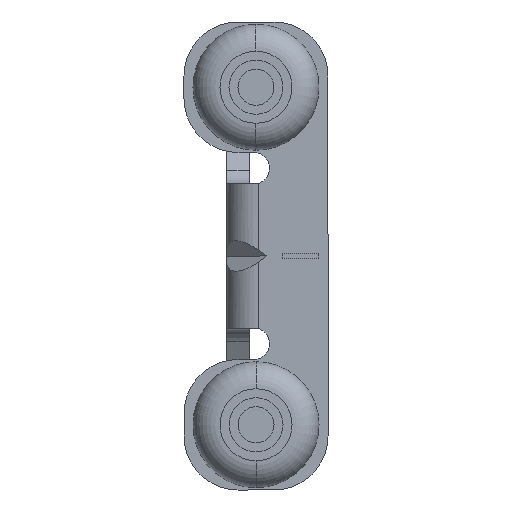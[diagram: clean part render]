
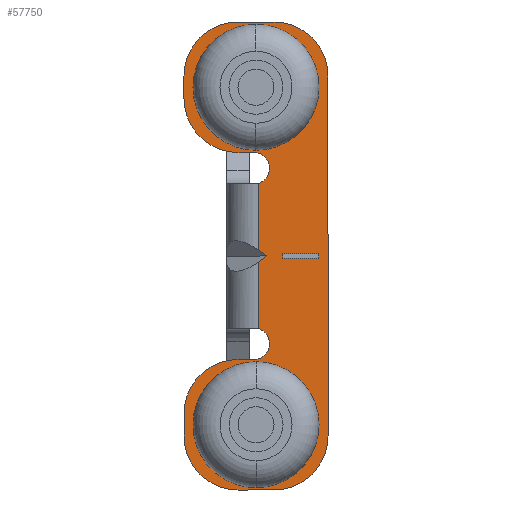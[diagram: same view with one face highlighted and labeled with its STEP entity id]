
A CAD part, front view. The second image highlights one B-rep face of the part: STEP entity #57750.
In plain terms, the highlighted face is planar.
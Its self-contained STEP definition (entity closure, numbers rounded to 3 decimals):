
#24430=CARTESIAN_POINT('',(-0.25,-7.05,-1.25));
#24440=VERTEX_POINT('',#24430);
#24590=CARTESIAN_POINT('',(-0.25,-3.05,-1.25));
#24600=VERTEX_POINT('',#24590);
#24630=CARTESIAN_POINT('',(-0.25,-3.05,-1.25));
#24640=DIRECTION('',(0.,1.,0.));
#24650=VECTOR('',#24640,1.);
#24660=LINE('',#24630,#24650);
#24670=EDGE_CURVE('',#24440,#24600,#24660,.T.);
#33520=CARTESIAN_POINT('',(-8.061,-0.3,-1.25));
#33530=VERTEX_POINT('',#33520);
#36240=CARTESIAN_POINT('',(0.25,-7.05,-1.25));
#36250=VERTEX_POINT('',#36240);
#36350=CARTESIAN_POINT('',(0.25,-7.05,-1.25));
#36360=DIRECTION('',(-1.,0.,0.));
#36370=VECTOR('',#36360,1.);
#36380=LINE('',#36350,#36370);
#36390=EDGE_CURVE('',#36250,#24440,#36380,.T.);
#36550=CARTESIAN_POINT('',(0.25,-3.05,-1.25));
#36560=VERTEX_POINT('',#36550);
#36660=CARTESIAN_POINT('',(0.25,-3.05,-1.25));
#36670=DIRECTION('',(0.,-1.,0.));
#36680=VECTOR('',#36670,1.);
#36690=LINE('',#36660,#36680);
#36700=EDGE_CURVE('',#36560,#36250,#36690,.T.);
#47350=CARTESIAN_POINT('',(-0.672,-0.3,-1.25));
#47360=VERTEX_POINT('',#47350);
#47390=CARTESIAN_POINT('',(-3.893,4.256,-1.25));
#47400=DIRECTION('',(-0.577,0.816,0.));
#47410=VECTOR('',#47400,1.);
#47420=LINE('',#47390,#47410);
#47430=CARTESIAN_POINT('',(0.,-1.25,-1.25));
#47440=VERTEX_POINT('',#47430);
#47450=EDGE_CURVE('',#47440,#47360,#47420,.T.);
#48360=CARTESIAN_POINT('',(-2.573,-4.889,-1.25));
#48370=DIRECTION('',(-0.577,-0.816,0.));
#48380=VECTOR('',#48370,1.);
#48390=LINE('',#48360,#48380);
#48400=CARTESIAN_POINT('',(0.672,-0.3,-1.25));
#48410=VERTEX_POINT('',#48400);
#48420=EDGE_CURVE('',#48410,#47440,#48390,.T.);
#48580=CARTESIAN_POINT('',(83.267,-0.3,-1.25));
#48590=DIRECTION('',(-1.,0.,0.));
#48600=VECTOR('',#48590,1.);
#48610=LINE('',#48580,#48600);
#48620=EDGE_CURVE('',#47360,#33530,#48610,.T.);
#51070=CARTESIAN_POINT('',(-9.7,-1.55,-1.25));
#51080=VERTEX_POINT('',#51070);
#51110=CARTESIAN_POINT('',(-9.7,0.15,-1.25));
#51120=DIRECTION('',(0.,0.,-1.));
#51130=DIRECTION('',(-1.,0.,0.));
#51140=AXIS2_PLACEMENT_3D('',#51110,#51120,#51130);
#51150=CIRCLE('',#51140,1.7);
#51160=EDGE_CURVE('',#33530,#51080,#51150,.T.);
#51320=CARTESIAN_POINT('',(-26.,1.95,-1.25));
#51330=VERTEX_POINT('',#51320);
#51410=CARTESIAN_POINT('',(-26.,-2.05,-1.25));
#51420=VERTEX_POINT('',#51410);
#51450=CARTESIAN_POINT('',(-26.,1.95,-1.25));
#51460=DIRECTION('',(0.,-1.,0.));
#51470=VECTOR('',#51460,1.);
#51480=LINE('',#51450,#51470);
#51490=EDGE_CURVE('',#51330,#51420,#51480,.T.);
#51630=CARTESIAN_POINT('',(9.8,-1.55,-1.25));
#51640=VERTEX_POINT('',#51630);
#51720=CARTESIAN_POINT('',(9.7,-1.55,-1.25));
#51730=VERTEX_POINT('',#51720);
#51760=CARTESIAN_POINT('',(0.,-1.55,-1.25));
#51770=DIRECTION('',(-1.,0.,0.));
#51780=VECTOR('',#51770,1.);
#51790=LINE('',#51760,#51780);
#51800=EDGE_CURVE('',#51640,#51730,#51790,.T.);
#51940=CARTESIAN_POINT('',(-11.5,0.15,-1.25));
#51950=VERTEX_POINT('',#51940);
#52030=CARTESIAN_POINT('',(-11.5,1.95,-1.25));
#52040=VERTEX_POINT('',#52030);
#52070=CARTESIAN_POINT('',(-11.5,1.95,-1.25));
#52080=DIRECTION('',(0.,1.,0.));
#52090=VECTOR('',#52080,1.);
#52100=LINE('',#52070,#52090);
#52110=EDGE_CURVE('',#51950,#52040,#52100,.T.);
#52270=CARTESIAN_POINT('',(-9.8,-1.55,-1.25));
#52280=VERTEX_POINT('',#52270);
#52310=CARTESIAN_POINT('',(-9.8,-1.55,-1.25));
#52320=DIRECTION('',(-1.,0.,0.));
#52330=VECTOR('',#52320,1.);
#52340=LINE('',#52310,#52330);
#52350=EDGE_CURVE('',#51080,#52280,#52340,.T.);
#52930=CARTESIAN_POINT('',(17.5,7.95,-1.25));
#52940=VERTEX_POINT('',#52930);
#53020=CARTESIAN_POINT('',(11.5,1.95,-1.25));
#53030=VERTEX_POINT('',#53020);
#53060=CARTESIAN_POINT('',(17.5,1.95,-1.25));
#53070=DIRECTION('',(0.,0.,1.));
#53080=DIRECTION('',(1.,0.,0.));
#53090=AXIS2_PLACEMENT_3D('',#53060,#53070,#53080);
#53100=CIRCLE('',#53090,6.);
#53110=EDGE_CURVE('',#52940,#53030,#53100,.T.);
#53270=CARTESIAN_POINT('',(11.5,0.15,-1.25));
#53280=VERTEX_POINT('',#53270);
#53310=CARTESIAN_POINT('',(11.5,1.95,-1.25));
#53320=DIRECTION('',(0.,-1.,0.));
#53330=VECTOR('',#53320,1.);
#53340=LINE('',#53310,#53330);
#53350=EDGE_CURVE('',#53030,#53280,#53340,.T.);
#53490=CARTESIAN_POINT('',(26.,-2.05,-1.25));
#53500=VERTEX_POINT('',#53490);
#53580=CARTESIAN_POINT('',(26.,1.95,-1.25));
#53590=VERTEX_POINT('',#53580);
#53620=CARTESIAN_POINT('',(26.,1.95,-1.25));
#53630=DIRECTION('',(0.,1.,0.));
#53640=VECTOR('',#53630,1.);
#53650=LINE('',#53620,#53640);
#53660=EDGE_CURVE('',#53500,#53590,#53650,.T.);
#53790=CARTESIAN_POINT('',(-9.8,0.15,-1.25));
#53800=DIRECTION('',(0.,0.,-1.));
#53810=DIRECTION('',(-1.,0.,0.));
#53820=AXIS2_PLACEMENT_3D('',#53790,#53800,#53810);
#53830=CIRCLE('',#53820,1.7);
#53840=EDGE_CURVE('',#52280,#51950,#53830,.T.);
#53980=CARTESIAN_POINT('',(-17.5,7.95,-1.25));
#53990=VERTEX_POINT('',#53980);
#54070=CARTESIAN_POINT('',(-20.,7.95,-1.25));
#54080=VERTEX_POINT('',#54070);
#54110=CARTESIAN_POINT('',(-17.5,7.95,-1.25));
#54120=DIRECTION('',(-1.,0.,0.));
#54130=VECTOR('',#54120,1.);
#54140=LINE('',#54110,#54130);
#54150=EDGE_CURVE('',#53990,#54080,#54140,.T.);
#54610=CARTESIAN_POINT('',(-20.,1.95,-1.25));
#54620=DIRECTION('',(0.,0.,1.));
#54630=DIRECTION('',(-1.,0.,0.));
#54640=AXIS2_PLACEMENT_3D('',#54610,#54620,#54630);
#54650=CIRCLE('',#54640,6.);
#54660=EDGE_CURVE('',#54080,#51330,#54650,.T.);
#54800=CARTESIAN_POINT('',(20.,7.95,-1.25));
#54810=VERTEX_POINT('',#54800);
#54860=CARTESIAN_POINT('',(17.5,7.95,-1.25));
#54870=DIRECTION('',(-1.,0.,0.));
#54880=VECTOR('',#54870,1.);
#54890=LINE('',#54860,#54880);
#54900=EDGE_CURVE('',#54810,#52940,#54890,.T.);
#55030=CARTESIAN_POINT('',(9.8,0.15,-1.25));
#55040=DIRECTION('',(0.,0.,-1.));
#55050=DIRECTION('',(-1.,0.,0.));
#55060=AXIS2_PLACEMENT_3D('',#55030,#55040,#55050);
#55070=CIRCLE('',#55060,1.7);
#55080=EDGE_CURVE('',#53280,#51640,#55070,.T.);
#55700=CARTESIAN_POINT('',(-20.,-8.05,-1.25));
#55710=VERTEX_POINT('',#55700);
#55740=CARTESIAN_POINT('',(-20.,-2.05,-1.25));
#55750=DIRECTION('',(0.,0.,1.));
#55760=DIRECTION('',(-1.,0.,0.));
#55770=AXIS2_PLACEMENT_3D('',#55740,#55750,#55760);
#55780=CIRCLE('',#55770,6.);
#55790=EDGE_CURVE('',#51420,#55710,#55780,.T.);
#55970=CARTESIAN_POINT('',(0.25,-3.05,-1.25));
#55980=DIRECTION('',(1.,0.,0.));
#55990=VECTOR('',#55980,1.);
#56000=LINE('',#55970,#55990);
#56010=EDGE_CURVE('',#24600,#36560,#56000,.T.);
#56380=CARTESIAN_POINT('',(20.,1.95,-1.25));
#56390=DIRECTION('',(0.,0.,1.));
#56400=DIRECTION('',(1.,0.,0.));
#56410=AXIS2_PLACEMENT_3D('',#56380,#56390,#56400);
#56420=CIRCLE('',#56410,6.);
#56430=EDGE_CURVE('',#53590,#54810,#56420,.T.);
#56570=CARTESIAN_POINT('',(20.,-8.05,-1.25));
#56580=VERTEX_POINT('',#56570);
#56630=CARTESIAN_POINT('',(20.,-2.05,-1.25));
#56640=DIRECTION('',(0.,0.,1.));
#56650=DIRECTION('',(-1.,0.,0.));
#56660=AXIS2_PLACEMENT_3D('',#56630,#56640,#56650);
#56670=CIRCLE('',#56660,6.);
#56680=EDGE_CURVE('',#56580,#53500,#56670,.T.);
#56810=CARTESIAN_POINT('',(-17.5,1.95,-1.25));
#56820=DIRECTION('',(0.,0.,1.));
#56830=DIRECTION('',(-1.,0.,0.));
#56840=AXIS2_PLACEMENT_3D('',#56810,#56820,#56830);
#56850=CIRCLE('',#56840,6.);
#56860=EDGE_CURVE('',#52040,#53990,#56850,.T.);
#56910=CARTESIAN_POINT('',(-9.7,0.15,-1.25));
#56920=DIRECTION('',(0.,0.,-1.));
#56930=DIRECTION('',(-1.,0.,0.));
#56940=AXIS2_PLACEMENT_3D('',#56910,#56920,#56930);
#56950=PLANE('',#56940);
#56960=CARTESIAN_POINT('',(-18.75,-0.05,-1.25));
#56970=DIRECTION('',(0.,0.,1.));
#56980=DIRECTION('',(0.,1.,0.));
#56990=AXIS2_PLACEMENT_3D('',#56960,#56970,#56980);
#57000=CIRCLE('',#56990,4.5);
#57010=CARTESIAN_POINT('',(-18.75,4.45,-1.25));
#57020=VERTEX_POINT('',#57010);
#57030=CARTESIAN_POINT('',(-18.75,-4.55,-1.25));
#57040=VERTEX_POINT('',#57030);
#57050=EDGE_CURVE('',#57020,#57040,#57000,.T.);
#57060=ORIENTED_EDGE('',*,*,#57050,.T.);
#57070=EDGE_CURVE('',#57040,#57020,#57000,.T.);
#57080=ORIENTED_EDGE('',*,*,#57070,.T.);
#57090=EDGE_LOOP('',(#57080,#57060));
#57100=FACE_BOUND('',#57090,.T.);
#57110=CARTESIAN_POINT('',(18.75,-0.05,-1.25));
#57120=DIRECTION('',(0.,0.,1.));
#57130=DIRECTION('',(0.,-1.,0.));
#57140=AXIS2_PLACEMENT_3D('',#57110,#57120,#57130);
#57150=CIRCLE('',#57140,4.5);
#57160=CARTESIAN_POINT('',(18.75,-4.55,-1.25));
#57170=VERTEX_POINT('',#57160);
#57180=CARTESIAN_POINT('',(18.75,4.45,-1.25));
#57190=VERTEX_POINT('',#57180);
#57200=EDGE_CURVE('',#57170,#57190,#57150,.T.);
#57210=ORIENTED_EDGE('',*,*,#57200,.T.);
#57220=EDGE_CURVE('',#57190,#57170,#57150,.T.);
#57230=ORIENTED_EDGE('',*,*,#57220,.T.);
#57240=EDGE_LOOP('',(#57230,#57210));
#57250=FACE_BOUND('',#57240,.T.);
#57260=ORIENTED_EDGE('',*,*,#24670,.F.);
#57270=ORIENTED_EDGE('',*,*,#56010,.F.);
#57280=ORIENTED_EDGE('',*,*,#36700,.F.);
#57290=ORIENTED_EDGE('',*,*,#36390,.F.);
#57300=EDGE_LOOP('',(#57290,#57280,#57270,#57260));
#57310=FACE_BOUND('',#57300,.T.);
#57320=ORIENTED_EDGE('',*,*,#48420,.F.);
#57330=ORIENTED_EDGE('',*,*,#47450,.F.);
#57340=ORIENTED_EDGE('',*,*,#48620,.F.);
#57350=ORIENTED_EDGE('',*,*,#51160,.F.);
#57360=ORIENTED_EDGE('',*,*,#52350,.F.);
#57370=ORIENTED_EDGE('',*,*,#53840,.F.);
#57380=ORIENTED_EDGE('',*,*,#52110,.F.);
#57390=ORIENTED_EDGE('',*,*,#56860,.F.);
#57400=ORIENTED_EDGE('',*,*,#54150,.F.);
#57410=ORIENTED_EDGE('',*,*,#54660,.F.);
#57420=ORIENTED_EDGE('',*,*,#51490,.F.);
#57430=ORIENTED_EDGE('',*,*,#55790,.F.);
#57440=CARTESIAN_POINT('',(-20.,-8.05,-1.25));
#57450=DIRECTION('',(1.,0.,0.));
#57460=VECTOR('',#57450,1.);
#57470=LINE('',#57440,#57460);
#57480=EDGE_CURVE('',#55710,#56580,#57470,.T.);
#57490=ORIENTED_EDGE('',*,*,#57480,.F.);
#57500=ORIENTED_EDGE('',*,*,#56680,.F.);
#57510=ORIENTED_EDGE('',*,*,#53660,.F.);
#57520=ORIENTED_EDGE('',*,*,#56430,.F.);
#57530=ORIENTED_EDGE('',*,*,#54900,.F.);
#57540=ORIENTED_EDGE('',*,*,#53110,.F.);
#57550=ORIENTED_EDGE('',*,*,#53350,.F.);
#57560=ORIENTED_EDGE('',*,*,#55080,.F.);
#57570=ORIENTED_EDGE('',*,*,#51800,.F.);
#57580=CARTESIAN_POINT('',(9.7,0.15,-1.25));
#57590=DIRECTION('',(0.,0.,-1.));
#57600=DIRECTION('',(-1.,0.,0.));
#57610=AXIS2_PLACEMENT_3D('',#57580,#57590,#57600);
#57620=CIRCLE('',#57610,1.7);
#57630=CARTESIAN_POINT('',(8.061,-0.3,-1.25));
#57640=VERTEX_POINT('',#57630);
#57650=EDGE_CURVE('',#51730,#57640,#57620,.T.);
#57660=ORIENTED_EDGE('',*,*,#57650,.F.);
#57670=CARTESIAN_POINT('',(0.,-0.3,-1.25));
#57680=DIRECTION('',(-1.,0.,0.));
#57690=VECTOR('',#57680,1.);
#57700=LINE('',#57670,#57690);
#57710=EDGE_CURVE('',#57640,#48410,#57700,.T.);
#57720=ORIENTED_EDGE('',*,*,#57710,.F.);
#57730=EDGE_LOOP('',(#57720,#57660,#57570,#57560,#57550,#57540,#57530,
#57520,#57510,#57500,#57490,#57430,#57420,#57410,#57400,#57390,#57380,
#57370,#57360,#57350,#57340,#57330,#57320));
#57740=FACE_OUTER_BOUND('',#57730,.T.);
#57750=ADVANCED_FACE('',(#57100,#57250,#57310,#57740),#56950,.T.);
